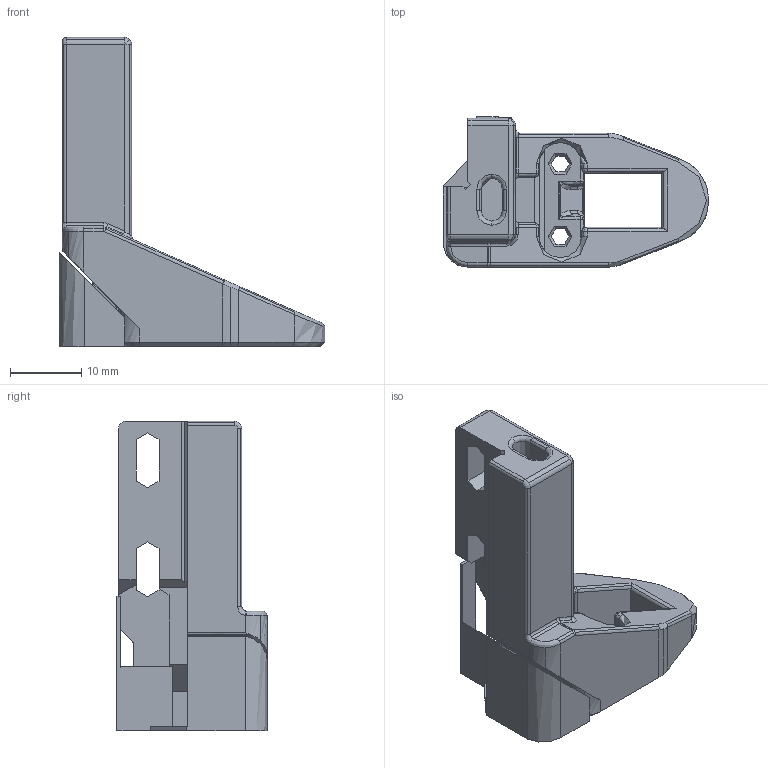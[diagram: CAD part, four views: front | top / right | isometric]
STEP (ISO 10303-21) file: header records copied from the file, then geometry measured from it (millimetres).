
FILE_DESCRIPTION(('STEP AP214'),'1');
FILE_NAME('RailcoreMountNative.stp','2021-07-21T22:59:30',(' '),(' '),'Spatial InterOp 3D',' ',' ');
FILE_SCHEMA(('automotive_design'));
Length unit declared in the file: inch
Products named in the file (2): 1; 2
Bounding box: 37.27 x 21.04 x 43.37 mm (x, y, z)
Volume: 6933 mm3
Topology: 2 solids, 3 shells, 341 faces, 882 edges, 539 vertices
Faces by surface type: cylinder 163, plane 107, bspline 25, cone 22, sphere 15, torus 9
Full cylindrical faces by diameter (mm): 1.2 x1
Entity records: 15438 total; most frequent: CARTESIAN_POINT 4251, DIRECTION 1830, ORIENTED_EDGE 1754, EDGE_CURVE 877, AXIS2_PLACEMENT_3D 679, VERTEX_POINT 539, LINE 472, VECTOR 472
